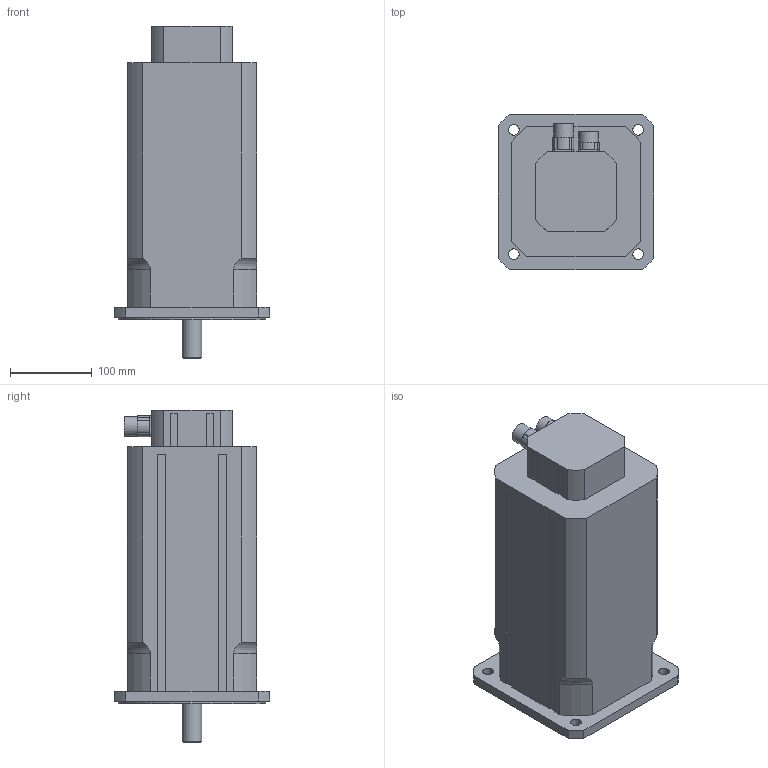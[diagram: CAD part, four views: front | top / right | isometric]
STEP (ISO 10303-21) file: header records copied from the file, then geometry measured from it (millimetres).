
FILE_DESCRIPTION((''),'2;1');
FILE_NAME('T6000 00 B Z_2900.stp','2008-07-01T09:40:01',('oslejsek'),(''),'Autodesk Inventor 10','Autodesk Inventor 10','');
FILE_SCHEMA(('AUTOMOTIVE_DESIGN { 1 0 10303 214 1 1 1 1 }'));
Length unit declared in the file: millimetre
Products named in the file (4): T6000 00 B Z_1350; T6000 00 B_2900; Konektor_rovny_mot; Konektor_rovny_res
Assembly tree (3 placements, depth 2):
  T6000 00 B Z_1350
    T6000 00 B_2900
    Konektor_rovny_mot
    Konektor_rovny_res
Bounding box: 190 x 190 x 406 mm (x, y, z)
Volume: 8104137 mm3; surface area: 295318.6 mm2
Topology: 3 solids, 3 shells, 160 faces, 414 edges, 268 vertices
Faces by surface type: plane 88, cylinder 55, bspline 11, torus 4, cone 2
Full cylindrical faces by diameter (mm): 2.7 x8, 20 x2, 24 x3, 25 x1, 180 x1
Entity records: 5252 total; most frequent: CARTESIAN_POINT 1234, DIRECTION 852, ORIENTED_EDGE 764, EDGE_CURVE 382, AXIS2_PLACEMENT_3D 322, VERTEX_POINT 262, EDGE_LOOP 222, VECTOR 208
